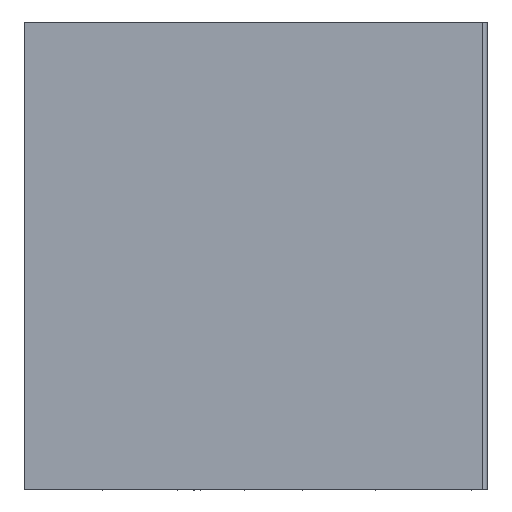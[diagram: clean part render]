
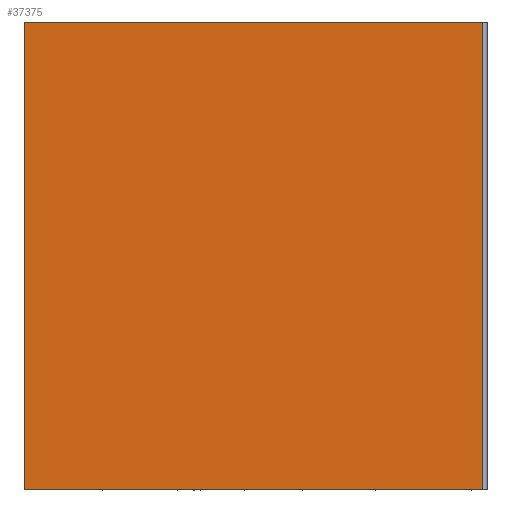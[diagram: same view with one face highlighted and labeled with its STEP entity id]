
A CAD part, left-side view. The second image highlights one B-rep face of the part: STEP entity #37375.
In plain terms, the highlighted planar face has unit normal (-1, 0, 0).
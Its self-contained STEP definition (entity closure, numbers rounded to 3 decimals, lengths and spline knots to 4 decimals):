
#1496 = CARTESIAN_POINT ( 'NONE',  ( -0.6557, -3.7633, -0.9234 ) ) ;
#1498 = CARTESIAN_POINT ( 'NONE',  ( -0.6557, -0.6483, -0.9234 ) ) ;
#1500 = CARTESIAN_POINT ( 'NONE',  ( -0.6557, -0.6483, -4.1124 ) ) ;
#1502 = CARTESIAN_POINT ( 'NONE',  ( -0.6557, -3.7633, -4.1124 ) ) ;
#11397 = VERTEX_POINT ( 'NONE', #1496 ) ;
#11398 = VERTEX_POINT ( 'NONE', #1498 ) ;
#11399 = VERTEX_POINT ( 'NONE', #1500 ) ;
#11400 = VERTEX_POINT ( 'NONE', #1502 ) ;
#37375 = ADVANCED_FACE ( 'NONE', ( #126918 ), #123880, .T. ) ;
#44735 = CARTESIAN_POINT ( 'NONE',  ( -0.6557, -0.6483, -2.5179 ) ) ;
#44736 = DIRECTION ( 'NONE',  ( 0., 0., -1. ) ) ;
#44737 = CARTESIAN_POINT ( 'NONE',  ( -0.6557, -2.2058, -0.9234 ) ) ;
#44738 = DIRECTION ( 'NONE',  ( 0., 1., 0. ) ) ;
#44739 = CARTESIAN_POINT ( 'NONE',  ( -0.6557, -2.2058, -4.1124 ) ) ;
#44740 = DIRECTION ( 'NONE',  ( 0., -1., 0. ) ) ;
#44741 = CARTESIAN_POINT ( 'NONE',  ( -0.6557, -3.7633, -2.5179 ) ) ;
#44742 = DIRECTION ( 'NONE',  ( 0., 0., 1. ) ) ;
#47047 = EDGE_LOOP ( 'NONE', ( #71694, #71697, #71696, #71699 ) ) ;
#71694 = ORIENTED_EDGE ( 'NONE', *, *, #74377, .T. ) ;
#71696 = ORIENTED_EDGE ( 'NONE', *, *, #74378, .T. ) ;
#71697 = ORIENTED_EDGE ( 'NONE', *, *, #74376, .T. ) ;
#71699 = ORIENTED_EDGE ( 'NONE', *, *, #74379, .T. ) ;
#74376 = EDGE_CURVE ( 'NONE', #11398, #11399, #91627, .T. ) ;
#74377 = EDGE_CURVE ( 'NONE', #11397, #11398, #91628, .T. ) ;
#74378 = EDGE_CURVE ( 'NONE', #11399, #11400, #91629, .T. ) ;
#74379 = EDGE_CURVE ( 'NONE', #11400, #11397, #91630, .T. ) ;
#91627 = LINE ( 'NONE', #44735, #122765 ) ;
#91628 = LINE ( 'NONE', #44737, #122768 ) ;
#91629 = LINE ( 'NONE', #44739, #122772 ) ;
#91630 = LINE ( 'NONE', #44741, #122776 ) ;
#109369 = AXIS2_PLACEMENT_3D ( 'NONE', #123881, #123882, #123883 ) ;
#122765 = VECTOR ( 'NONE', #44736, 39.3701 ) ;
#122768 = VECTOR ( 'NONE', #44738, 39.3701 ) ;
#122772 = VECTOR ( 'NONE', #44740, 39.3701 ) ;
#122776 = VECTOR ( 'NONE', #44742, 39.3701 ) ;
#123880 = PLANE ( 'NONE',  #109369 ) ;
#123881 = CARTESIAN_POINT ( 'NONE',  ( -0.6557, -3.7633, -4.1124 ) ) ;
#123882 = DIRECTION ( 'NONE',  ( -1., 0., 0. ) ) ;
#123883 = DIRECTION ( 'NONE',  ( 0., 0., 1. ) ) ;
#126918 = FACE_OUTER_BOUND ( 'NONE', #47047, .T. ) ;
